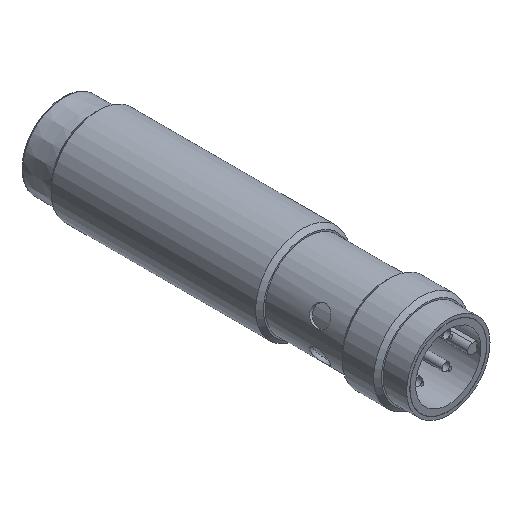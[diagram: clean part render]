
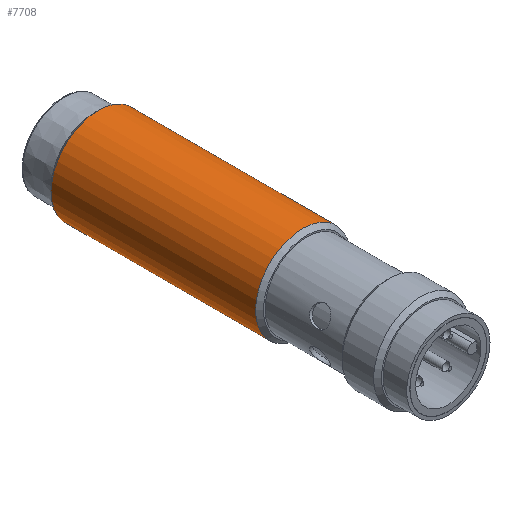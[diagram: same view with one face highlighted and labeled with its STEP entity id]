
A CAD part, isometric view. The second image highlights one B-rep face of the part: STEP entity #7708.
In plain terms, the highlighted cylindrical face has radius 6 mm (diameter 12 mm), a full revolution.
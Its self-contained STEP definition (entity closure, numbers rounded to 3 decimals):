
#65=CYLINDRICAL_SURFACE('',#8163,6.);
#515=LINE('',#11294,#1383);
#1383=VECTOR('',#8812,6.);
#2340=FACE_OUTER_BOUND('',#2749,.T.);
#2749=EDGE_LOOP('',(#5292,#5293,#5294,#5295,#5296,#5297));
#3204=CIRCLE('',#8160,6.);
#3205=CIRCLE('',#8161,6.);
#3207=CIRCLE('',#8164,6.);
#3208=CIRCLE('',#8165,6.);
#3405=VERTEX_POINT('',#11282);
#3406=VERTEX_POINT('',#11283);
#3408=VERTEX_POINT('',#11290);
#3409=VERTEX_POINT('',#11291);
#4153=EDGE_CURVE('',#3405,#3406,#3204,.T.);
#4154=EDGE_CURVE('',#3406,#3405,#3205,.T.);
#4157=EDGE_CURVE('',#3408,#3409,#3207,.T.);
#4158=EDGE_CURVE('',#3409,#3408,#3208,.T.);
#4159=EDGE_CURVE('',#3409,#3406,#515,.T.);
#5292=ORIENTED_EDGE('',*,*,#4157,.F.);
#5293=ORIENTED_EDGE('',*,*,#4158,.F.);
#5294=ORIENTED_EDGE('',*,*,#4159,.T.);
#5295=ORIENTED_EDGE('',*,*,#4153,.F.);
#5296=ORIENTED_EDGE('',*,*,#4154,.F.);
#5297=ORIENTED_EDGE('',*,*,#4159,.F.);
#7708=ADVANCED_FACE('',(#2340),#65,.T.);
#8160=AXIS2_PLACEMENT_3D('',#11284,#8799,#8800);
#8161=AXIS2_PLACEMENT_3D('',#11285,#8801,#8802);
#8163=AXIS2_PLACEMENT_3D('',#11289,#8806,#8807);
#8164=AXIS2_PLACEMENT_3D('',#11292,#8808,#8809);
#8165=AXIS2_PLACEMENT_3D('',#11293,#8810,#8811);
#8799=DIRECTION('center_axis',(0.,1.,0.));
#8800=DIRECTION('ref_axis',(-1.,0.,0.));
#8801=DIRECTION('center_axis',(0.,1.,0.));
#8802=DIRECTION('ref_axis',(-1.,0.,0.));
#8806=DIRECTION('center_axis',(0.,-1.,0.));
#8807=DIRECTION('ref_axis',(1.,0.,0.));
#8808=DIRECTION('center_axis',(0.,-1.,0.));
#8809=DIRECTION('ref_axis',(-1.,0.,0.));
#8810=DIRECTION('center_axis',(0.,-1.,0.));
#8811=DIRECTION('ref_axis',(-1.,0.,0.));
#8812=DIRECTION('',(0.,1.,0.));
#11282=CARTESIAN_POINT('',(11.531,20.599,10.432));
#11283=CARTESIAN_POINT('',(-0.469,20.599,10.432));
#11284=CARTESIAN_POINT('Origin',(5.531,20.599,10.432));
#11285=CARTESIAN_POINT('Origin',(5.531,20.599,10.432));
#11289=CARTESIAN_POINT('Origin',(5.531,7.599,10.432));
#11290=CARTESIAN_POINT('',(11.531,-5.401,10.432));
#11291=CARTESIAN_POINT('',(-0.469,-5.401,10.432));
#11292=CARTESIAN_POINT('Origin',(5.531,-5.401,10.432));
#11293=CARTESIAN_POINT('Origin',(5.531,-5.401,10.432));
#11294=CARTESIAN_POINT('',(-0.469,7.599,10.432));
